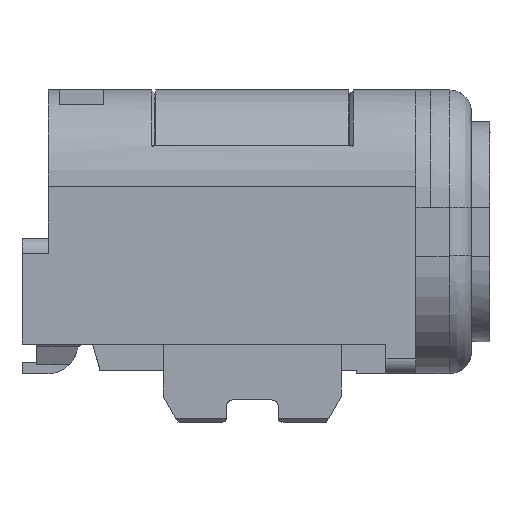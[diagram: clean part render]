
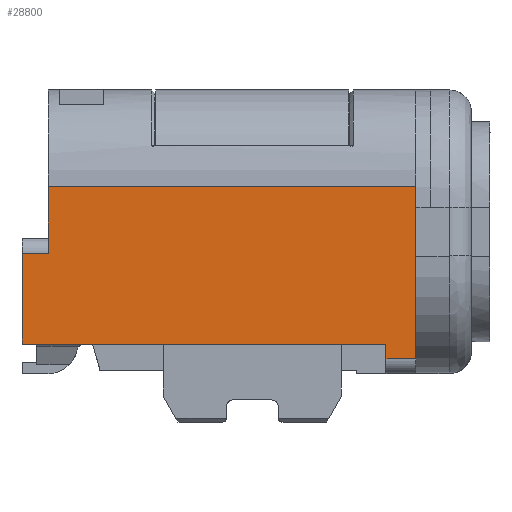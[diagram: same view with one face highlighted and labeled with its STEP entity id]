
A CAD part, left-side view. The second image highlights one B-rep face of the part: STEP entity #28800.
In plain terms, the highlighted planar face has unit normal (-1, 0, 0).
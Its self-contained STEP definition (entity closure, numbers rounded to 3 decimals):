
#10170=CARTESIAN_POINT('',(-5.25,1.2,
1.89));
#10180=VERTEX_POINT('',#10170);
#10210=CARTESIAN_POINT('',(-5.25,1.2,
1.89));
#10220=DIRECTION('',(0.,0.,-1.));
#10230=VECTOR('',#10220,1.);
#10240=LINE('',#10210,#10230);
#10250=CARTESIAN_POINT('',(-5.25,1.2,
0.99));
#10260=VERTEX_POINT('',#10250);
#10270=EDGE_CURVE('',#10180,#10260,#10240,.T.);
#21710=CARTESIAN_POINT('',(-5.25,1.55,
-0.23));
#21720=VERTEX_POINT('',#21710);
#21750=CARTESIAN_POINT('',(-5.25,-3.35,
-0.23));
#21760=DIRECTION('',(0.,1.,0.));
#21770=VECTOR('',#21760,1.);
#21780=LINE('',#21750,#21770);
#21790=CARTESIAN_POINT('',(-5.25,-3.35,
-0.23));
#21800=VERTEX_POINT('',#21790);
#21810=EDGE_CURVE('',#21800,#21720,#21780,.T.);
#28080=CARTESIAN_POINT('',(-5.25,1.55,
0.99));
#28090=DIRECTION('',(0.,-1.,0.));
#28100=VECTOR('',#28090,1.);
#28110=LINE('',#28080,#28100);
#28120=CARTESIAN_POINT('',(-5.25,1.55,
0.99));
#28130=VERTEX_POINT('',#28120);
#28140=EDGE_CURVE('',#28130,#10260,#28110,.T.);
#28340=CARTESIAN_POINT('',(-5.25,-4.75,
3.2));
#28350=DIRECTION('',(-1.,0.,0.));
#28360=DIRECTION('',(0.,1.,0.));
#28370=AXIS2_PLACEMENT_3D('',#28340,#28350,#28360);
#28380=PLANE('',#28370);
#28390=CARTESIAN_POINT('',(-5.25,1.55,
-0.23));
#28400=DIRECTION('',(0.,0.,1.));
#28410=VECTOR('',#28400,1.);
#28420=LINE('',#28390,#28410);
#28430=EDGE_CURVE('',#21720,#28130,#28420,.T.);
#28440=ORIENTED_EDGE('',*,*,#28430,.F.);
#28450=ORIENTED_EDGE('',*,*,#28140,.F.);
#28460=ORIENTED_EDGE('',*,*,#10270,.T.);
#28470=CARTESIAN_POINT('',(-5.25,1.2,
1.89));
#28480=DIRECTION('',(0.,-1.,0.));
#28490=VECTOR('',#28480,1.);
#28500=LINE('',#28470,#28490);
#28510=CARTESIAN_POINT('',(-5.25,-3.75,
1.89));
#28520=VERTEX_POINT('',#28510);
#28530=EDGE_CURVE('',#10180,#28520,#28500,.T.);
#28540=ORIENTED_EDGE('',*,*,#28530,.F.);
#28550=CARTESIAN_POINT('',(-5.25,-3.75,
-0.43));
#28560=DIRECTION('',(0.,0.,1.));
#28570=VECTOR('',#28560,1.);
#28580=LINE('',#28550,#28570);
#28590=CARTESIAN_POINT('',(-5.25,-3.75,
-0.43));
#28600=VERTEX_POINT('',#28590);
#28610=EDGE_CURVE('',#28600,#28520,#28580,.T.);
#28620=ORIENTED_EDGE('',*,*,#28610,.T.);
#28630=CARTESIAN_POINT('',(-5.25,-3.75,
-0.43));
#28640=DIRECTION('',(0.,1.,0.));
#28650=VECTOR('',#28640,1.);
#28660=LINE('',#28630,#28650);
#28670=CARTESIAN_POINT('',(-5.25,-3.35,
-0.43));
#28680=VERTEX_POINT('',#28670);
#28690=EDGE_CURVE('',#28600,#28680,#28660,.T.);
#28700=ORIENTED_EDGE('',*,*,#28690,.F.);
#28710=CARTESIAN_POINT('',(-5.25,-3.35,
-0.43));
#28720=DIRECTION('',(0.,0.,1.));
#28730=VECTOR('',#28720,1.);
#28740=LINE('',#28710,#28730);
#28750=EDGE_CURVE('',#28680,#21800,#28740,.T.);
#28760=ORIENTED_EDGE('',*,*,#28750,.F.);
#28770=ORIENTED_EDGE('',*,*,#21810,.F.);
#28780=EDGE_LOOP('',(#28770,#28760,#28700,#28620,#28540,#28460,#28450,
#28440));
#28790=FACE_OUTER_BOUND('',#28780,.T.);
#28800=ADVANCED_FACE('',(#28790),#28380,.T.);
